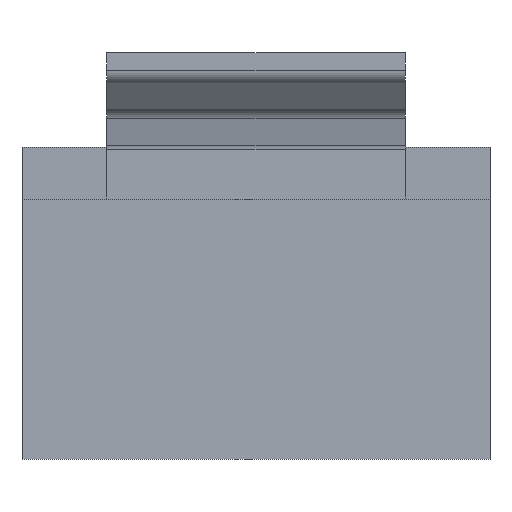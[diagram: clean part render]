
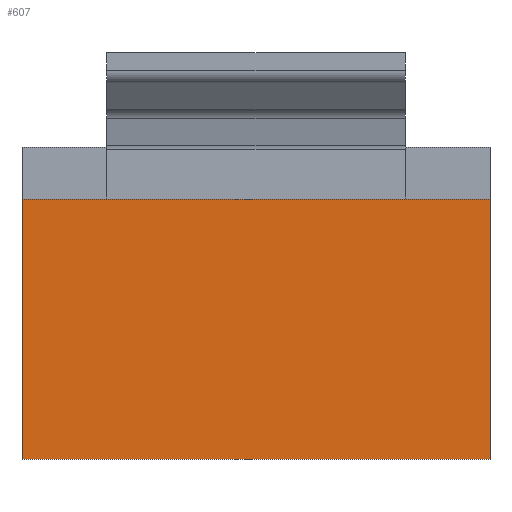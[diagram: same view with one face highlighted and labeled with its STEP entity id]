
A CAD part, front view. The second image highlights one B-rep face of the part: STEP entity #607.
In plain terms, the highlighted planar face has unit normal (0, -1, 0).
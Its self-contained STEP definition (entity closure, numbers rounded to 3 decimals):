
#55=FACE_OUTER_BOUND('',#91,.T.);
#91=EDGE_LOOP('',(#462,#463,#464,#465));
#139=LINE('',#922,#211);
#142=LINE('',#927,#214);
#143=LINE('',#930,#215);
#145=LINE('',#933,#217);
#211=VECTOR('',#746,10.);
#214=VECTOR('',#751,10.);
#215=VECTOR('',#754,10.);
#217=VECTOR('',#758,10.);
#274=VERTEX_POINT('',#919);
#275=VERTEX_POINT('',#921);
#276=VERTEX_POINT('',#925);
#277=VERTEX_POINT('',#929);
#339=EDGE_CURVE('',#275,#274,#139,.T.);
#342=EDGE_CURVE('',#274,#276,#142,.T.);
#343=EDGE_CURVE('',#276,#277,#143,.T.);
#345=EDGE_CURVE('',#277,#275,#145,.T.);
#462=ORIENTED_EDGE('',*,*,#343,.T.);
#463=ORIENTED_EDGE('',*,*,#345,.T.);
#464=ORIENTED_EDGE('',*,*,#339,.T.);
#465=ORIENTED_EDGE('',*,*,#342,.T.);
#578=PLANE('',#658);
#607=ADVANCED_FACE('',(#55),#578,.F.);
#658=AXIS2_PLACEMENT_3D('',#934,#759,#760);
#746=DIRECTION('',(1.,0.,0.));
#751=DIRECTION('',(0.,0.,1.));
#754=DIRECTION('',(-1.,0.,0.));
#758=DIRECTION('',(0.,0.,-1.));
#759=DIRECTION('center_axis',(0.,1.,0.));
#760=DIRECTION('ref_axis',(1.,0.,0.));
#919=CARTESIAN_POINT('',(17.25,0.,-9.6));
#921=CARTESIAN_POINT('',(-17.25,0.,-9.6));
#922=CARTESIAN_POINT('',(-17.25,0.,-9.6));
#925=CARTESIAN_POINT('',(17.25,0.,9.6));
#927=CARTESIAN_POINT('',(17.25,0.,-9.6));
#929=CARTESIAN_POINT('',(-17.25,0.,9.6));
#930=CARTESIAN_POINT('',(8.625,0.,9.6));
#933=CARTESIAN_POINT('',(-17.25,0.,13.4));
#934=CARTESIAN_POINT('Origin',(0.,0.,1.9));
